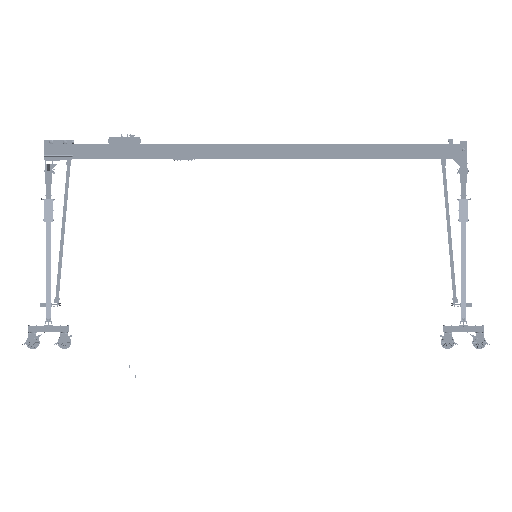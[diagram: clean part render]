
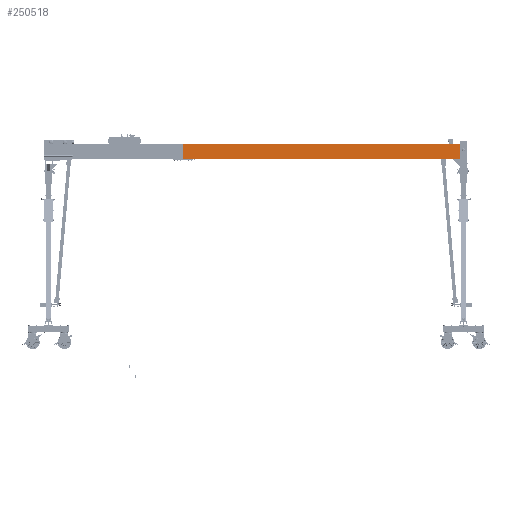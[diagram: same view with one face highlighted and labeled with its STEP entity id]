
A CAD part, left-side view. The second image highlights one B-rep face of the part: STEP entity #250518.
In plain terms, the highlighted planar face has unit normal (-1, 0, 0).
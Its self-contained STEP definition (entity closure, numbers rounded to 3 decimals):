
#32852=LINE('',#597429,#48291);
#32883=LINE('',#597491,#48322);
#32885=LINE('',#597494,#48324);
#32886=LINE('',#597495,#48325);
#48291=VECTOR('',#332503,10.);
#48322=VECTOR('',#332554,10.);
#48324=VECTOR('',#332558,10.);
#48325=VECTOR('',#332559,10.);
#62465=FACE_OUTER_BOUND('',#77446,.T.);
#77446=EDGE_LOOP('',(#213777,#213778,#213779,#213780));
#109825=VERTEX_POINT('',#597426);
#109826=VERTEX_POINT('',#597428);
#109846=VERTEX_POINT('',#597488);
#109847=VERTEX_POINT('',#597490);
#144558=EDGE_CURVE('',#109825,#109826,#32852,.T.);
#144589=EDGE_CURVE('',#109847,#109846,#32883,.T.);
#144591=EDGE_CURVE('',#109825,#109847,#32885,.T.);
#144592=EDGE_CURVE('',#109846,#109826,#32886,.T.);
#213777=ORIENTED_EDGE('',*,*,#144591,.T.);
#213778=ORIENTED_EDGE('',*,*,#144589,.T.);
#213779=ORIENTED_EDGE('',*,*,#144592,.T.);
#213780=ORIENTED_EDGE('',*,*,#144558,.F.);
#222471=PLANE('',#273330);
#250518=ADVANCED_FACE('',(#62465),#222471,.T.);
#273330=AXIS2_PLACEMENT_3D('',#597493,#332556,#332557);
#332503=DIRECTION('',(0.,1.,0.));
#332554=DIRECTION('',(0.,1.,0.));
#332556=DIRECTION('center_axis',(-1.,0.,0.));
#332557=DIRECTION('ref_axis',(0.,1.,0.));
#332558=DIRECTION('',(0.,0.,1.));
#332559=DIRECTION('',(0.,0.,-1.));
#597426=CARTESIAN_POINT('',(-185.,46.,905.));
#597428=CARTESIAN_POINT('',(-185.,4046.,905.));
#597429=CARTESIAN_POINT('',(-185.,46.,905.));
#597488=CARTESIAN_POINT('',(-185.,4046.,1125.));
#597490=CARTESIAN_POINT('',(-185.,46.,1125.));
#597491=CARTESIAN_POINT('',(-185.,46.,1125.));
#597493=CARTESIAN_POINT('Origin',(-185.,46.,1122.));
#597494=CARTESIAN_POINT('',(-185.,46.,908.));
#597495=CARTESIAN_POINT('',(-185.,4046.,908.));
